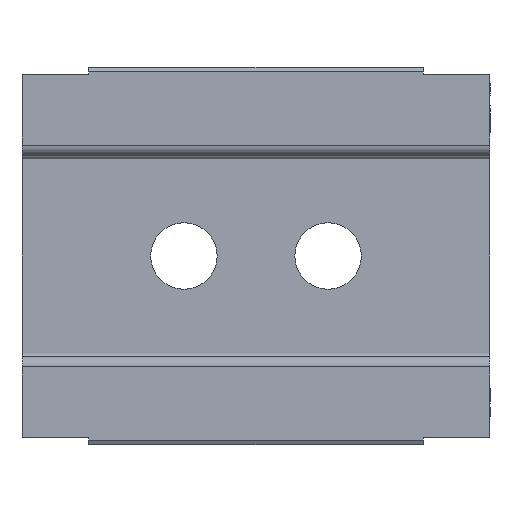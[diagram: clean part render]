
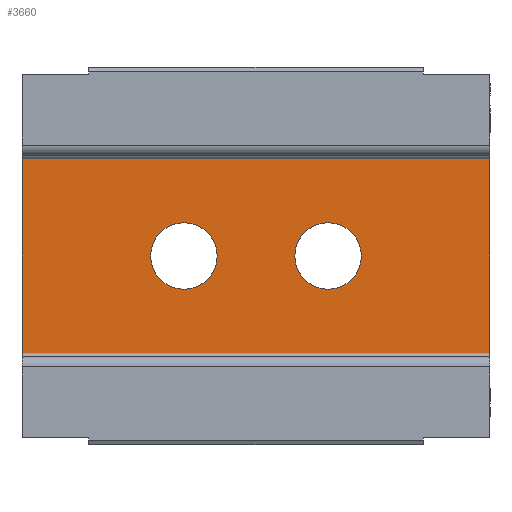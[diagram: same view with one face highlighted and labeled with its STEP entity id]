
A CAD part, front view. The second image highlights one B-rep face of the part: STEP entity #3660.
In plain terms, the highlighted planar face has unit normal (0, -1, 0).
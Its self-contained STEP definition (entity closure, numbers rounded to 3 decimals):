
#2886 = AXIS2_PLACEMENT_3D ( 'NONE', #21491, #21493, #21494 ) ;
#2954 = CIRCLE ( 'NONE', #16504, 1.5 ) ;
#3156 = CIRCLE ( 'NONE', #16493, 1.5 ) ;
#3162 = CIRCLE ( 'NONE', #16489, 1.5 ) ;
#3471 = LINE ( 'NONE', #19984, #3479 ) ;
#3479 = VECTOR ( 'NONE', #19985, 1000. ) ;
#3575 = LINE ( 'NONE', #18431, #3577 ) ;
#3577 = VECTOR ( 'NONE', #18439, 1000. ) ;
#3660 = ADVANCED_FACE ( 'NONE', ( #23853, #23854, #23858 ), #21489, .F. ) ;
#4196 = VERTEX_POINT ( 'NONE', #15878 ) ;
#4338 = VERTEX_POINT ( 'NONE', #16020 ) ;
#4342 = VERTEX_POINT ( 'NONE', #16024 ) ;
#4428 = VERTEX_POINT ( 'NONE', #16052 ) ;
#4470 = VERTEX_POINT ( 'NONE', #16094 ) ;
#4487 = VERTEX_POINT ( 'NONE', #16111 ) ;
#4493 = VERTEX_POINT ( 'NONE', #16116 ) ;
#5143 = EDGE_CURVE ( 'NONE', #4487, #4428, #23987, .T. ) ;
#5151 = EDGE_CURVE ( 'NONE', #4493, #4470, #24003, .T. ) ;
#5238 = EDGE_CURVE ( 'NONE', #4342, #4338, #24151, .T. ) ;
#5252 = EDGE_CURVE ( 'NONE', #4196, #20558, #2954, .T. ) ;
#5390 = EDGE_CURVE ( 'NONE', #4338, #4342, #3156, .T. ) ;
#5394 = EDGE_CURVE ( 'NONE', #20558, #4196, #3162, .T. ) ;
#8561 = CARTESIAN_POINT ( 'NONE',  ( -46.75, 4., 0. ) ) ;
#8569 = DIRECTION ( 'NONE',  ( 0., 1., 0. ) ) ;
#8570 = DIRECTION ( 'NONE',  ( 0., 0., 1. ) ) ;
#8577 = CARTESIAN_POINT ( 'NONE',  ( -53.25, 4., 0. ) ) ;
#8580 = DIRECTION ( 'NONE',  ( 0., 1., 0. ) ) ;
#8581 = DIRECTION ( 'NONE',  ( 0., 0., 1. ) ) ;
#9398 = EDGE_CURVE ( 'NONE', #4470, #4487, #3471, .T. ) ;
#9476 = EDGE_CURVE ( 'NONE', #4428, #4493, #3575, .T. ) ;
#11299 = CARTESIAN_POINT ( 'NONE',  ( -60.55, 4., 4.8 ) ) ;
#11313 = DIRECTION ( 'NONE',  ( -1., 0., 0. ) ) ;
#11397 = CARTESIAN_POINT ( 'NONE',  ( -39.45, 4., -4.8 ) ) ;
#11399 = DIRECTION ( 'NONE',  ( 1., 0., 0. ) ) ;
#11957 = CARTESIAN_POINT ( 'NONE',  ( -46.75, 4., 0. ) ) ;
#11958 = DIRECTION ( 'NONE',  ( 0., 1., 0. ) ) ;
#11959 = DIRECTION ( 'NONE',  ( 0., 0., 1. ) ) ;
#13009 = EDGE_LOOP ( 'NONE', ( #16935, #16940 ) ) ;
#13027 = EDGE_LOOP ( 'NONE', ( #16994, #16982, #17055, #17043 ) ) ;
#13029 = EDGE_LOOP ( 'NONE', ( #17009, #16963 ) ) ;
#15878 = CARTESIAN_POINT ( 'NONE',  ( -53.25, 4., 1.5 ) ) ;
#16020 = CARTESIAN_POINT ( 'NONE',  ( -46.75, 4., -1.5 ) ) ;
#16024 = CARTESIAN_POINT ( 'NONE',  ( -46.75, 4., 1.5 ) ) ;
#16052 = CARTESIAN_POINT ( 'NONE',  ( -60.55, 4., 4.8 ) ) ;
#16094 = CARTESIAN_POINT ( 'NONE',  ( -39.45, 4., -4.8 ) ) ;
#16111 = CARTESIAN_POINT ( 'NONE',  ( -39.45, 4., 4.8 ) ) ;
#16116 = CARTESIAN_POINT ( 'NONE',  ( -60.55, 4., -4.8 ) ) ;
#16489 = AXIS2_PLACEMENT_3D ( 'NONE', #8577, #8580, #8581 ) ;
#16493 = AXIS2_PLACEMENT_3D ( 'NONE', #8561, #8569, #8570 ) ;
#16504 = AXIS2_PLACEMENT_3D ( 'NONE', #17151, #17154, #17155 ) ;
#16507 = AXIS2_PLACEMENT_3D ( 'NONE', #11957, #11958, #11959 ) ;
#16935 = ORIENTED_EDGE ( 'NONE', *, *, #5238, .T. ) ;
#16940 = ORIENTED_EDGE ( 'NONE', *, *, #5390, .T. ) ;
#16963 = ORIENTED_EDGE ( 'NONE', *, *, #5394, .T. ) ;
#16982 = ORIENTED_EDGE ( 'NONE', *, *, #5151, .T. ) ;
#16994 = ORIENTED_EDGE ( 'NONE', *, *, #9476, .T. ) ;
#17009 = ORIENTED_EDGE ( 'NONE', *, *, #5252, .T. ) ;
#17043 = ORIENTED_EDGE ( 'NONE', *, *, #5143, .T. ) ;
#17055 = ORIENTED_EDGE ( 'NONE', *, *, #9398, .T. ) ;
#17151 = CARTESIAN_POINT ( 'NONE',  ( -53.25, 4., 0. ) ) ;
#17154 = DIRECTION ( 'NONE',  ( 0., 1., 0. ) ) ;
#17155 = DIRECTION ( 'NONE',  ( 0., 0., 1. ) ) ;
#18431 = CARTESIAN_POINT ( 'NONE',  ( -60.55, 4., -5. ) ) ;
#18439 = DIRECTION ( 'NONE',  ( 0., 0., -1. ) ) ;
#19984 = CARTESIAN_POINT ( 'NONE',  ( -39.45, 4., -5. ) ) ;
#19985 = DIRECTION ( 'NONE',  ( 0., 0., 1. ) ) ;
#20558 = VERTEX_POINT ( 'NONE', #26521 ) ;
#21489 = PLANE ( 'NONE',  #2886 ) ;
#21491 = CARTESIAN_POINT ( 'NONE',  ( -42.1, 4., 0. ) ) ;
#21493 = DIRECTION ( 'NONE',  ( 0., 1., 0. ) ) ;
#21494 = DIRECTION ( 'NONE',  ( 0., 0., 1. ) ) ;
#23853 = FACE_BOUND ( 'NONE', #13009, .T. ) ;
#23854 = FACE_BOUND ( 'NONE', #13029, .T. ) ;
#23858 = FACE_OUTER_BOUND ( 'NONE', #13027, .T. ) ;
#23987 = LINE ( 'NONE', #11299, #23991 ) ;
#23991 = VECTOR ( 'NONE', #11313, 1000. ) ;
#24003 = LINE ( 'NONE', #11397, #24004 ) ;
#24004 = VECTOR ( 'NONE', #11399, 1000. ) ;
#24151 = CIRCLE ( 'NONE', #16507, 1.5 ) ;
#26521 = CARTESIAN_POINT ( 'NONE',  ( -53.25, 4., -1.5 ) ) ;
